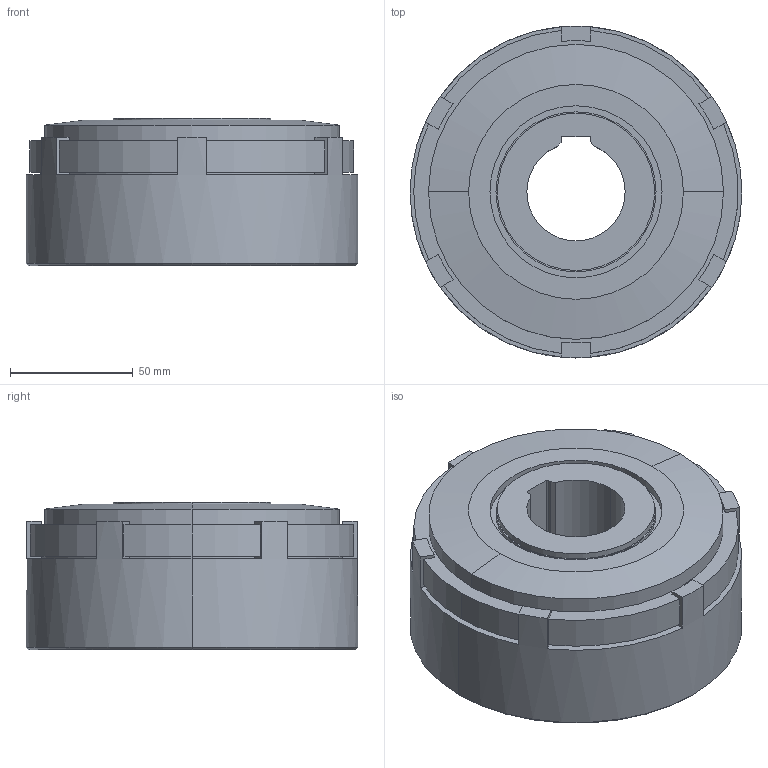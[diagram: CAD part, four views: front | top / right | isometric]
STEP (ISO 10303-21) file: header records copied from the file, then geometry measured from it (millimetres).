
FILE_DESCRIPTION (( 'STEP AP203' ), '1' );
FILE_NAME ('MDB 10N_236668（１体).STEP', '2016-03-04T02:07:42', ( ' ' ), ( '' ), 'SwSTEP 2.0', 'SolidWorks 2009', '' );
FILE_SCHEMA (( 'CONFIG_CONTROL_DESIGN' ));
Length unit declared in the file: millimetre
Products named in the file (1): MDB 10N_236668（１体)
Bounding box: 135 x 135 x 60 mm (x, y, z)
Volume: 662219.9 mm3; surface area: 69290.5 mm2
Topology: 1 solids, 1 shells, 118 faces, 294 edges, 194 vertices
Faces by surface type: cylinder 59, plane 53, cone 6
Entity records: 3647 total; most frequent: DIRECTION 668, CARTESIAN_POINT 607, ORIENTED_EDGE 588, EDGE_CURVE 294, AXIS2_PLACEMENT_3D 255, VERTEX_POINT 194, VECTOR 158, LINE 158
